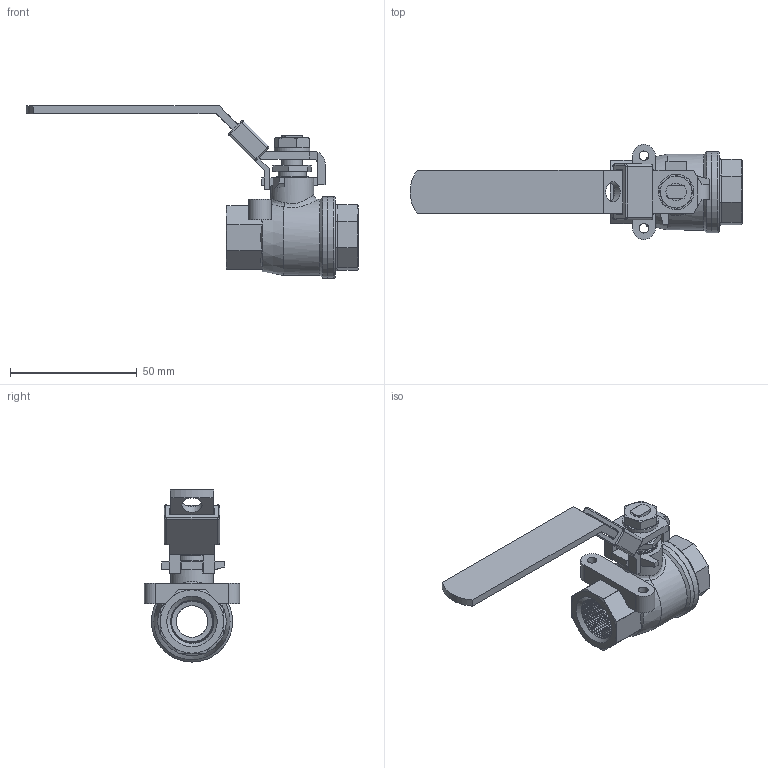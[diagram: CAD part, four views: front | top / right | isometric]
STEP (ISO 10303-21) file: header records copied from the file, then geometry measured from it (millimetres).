
FILE_DESCRIPTION((''),'2;1');
FILE_NAME('VSS038.stp','2013-06-28T10:32:32',('mclevenger'),(''),'Autodesk Inventor 2013','Autodesk Inventor 2013','');
FILE_SCHEMA(('AUTOMOTIVE_DESIGN { 1 0 10303 214 1 1 1 1 }'));
Length unit declared in the file: millimetre
Products named in the file (13): VSS038; VSS038 TW_�w�]; VSS038 HE_�w�]; VSS038 ST_�w�]; VSS038 PG_�w�]; VSS038 CP_�w�]; VSS038 BY_�w�]; VSS038 SM_�w�]; VSS038 BL_�w�]; VSS038 GT_�w�]; VSS038 GN_�w�]; VSS038 NT_�w�]; VSS038 SW_�w�]
Assembly tree (13 placements, depth 2):
  VSS038
    VSS038 TW_�w�]
    VSS038 HE_�w�]
    VSS038 ST_�w�]  x2
    VSS038 PG_�w�]
    VSS038 CP_�w�]
    VSS038 BY_�w�]
    VSS038 SM_�w�]
    VSS038 BL_�w�]
    VSS038 GT_�w�]
    VSS038 GN_�w�]
    VSS038 NT_�w�]
    VSS038 SW_�w�]
Bounding box: 131 x 37.58 x 67.9 mm (x, y, z)
Volume: 35267.4 mm3; surface area: 27452.5 mm2
Topology: 14 solids, 14 shells, 364 faces, 1042 edges, 688 vertices
Faces by surface type: plane 144, cylinder 103, cone 87, bspline 19, torus 9, sphere 2
Full cylindrical faces by diameter (mm): 3.797 x2, 6.909 x1, 8 x4, 8.4 x1, 9 x1, 10 x2, 10.881 x2, 11 x2, 11.3 x3, 11.5 x6, 12.5 x5, 17 x1, 21 x4, 23.8 x1, 26 x7, 26.5 x1, 29 x1, 30 x2, 32 x2
Entity records: 28702 total; most frequent: CARTESIAN_POINT 20594, ORIENTED_EDGE 1768, DIRECTION 1434, EDGE_CURVE 884, VERTEX_POINT 660, AXIS2_PLACEMENT_3D 577, EDGE_LOOP 424, FACE_OUTER_BOUND 322
